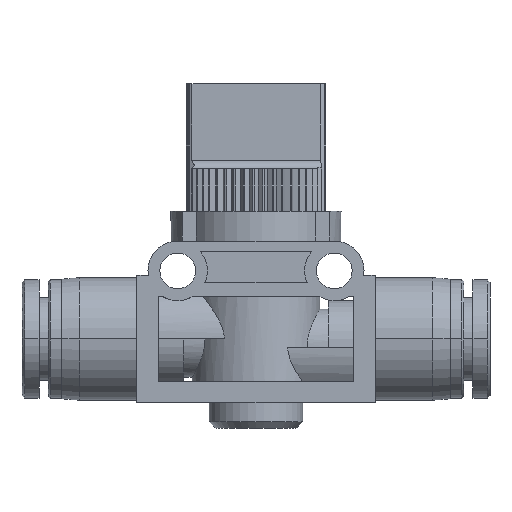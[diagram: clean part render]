
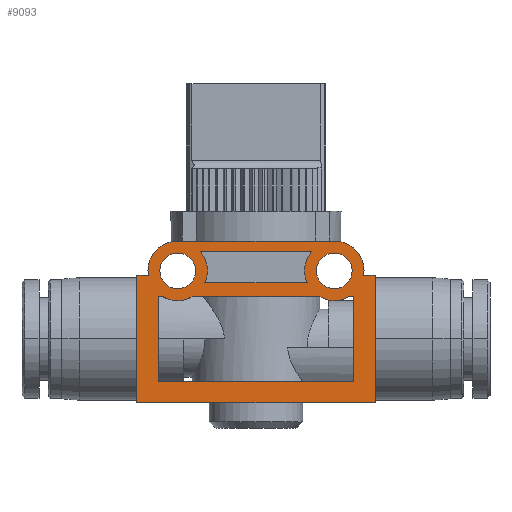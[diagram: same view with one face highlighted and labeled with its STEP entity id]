
A CAD part, front view. The second image highlights one B-rep face of the part: STEP entity #9093.
In plain terms, the highlighted face is planar.
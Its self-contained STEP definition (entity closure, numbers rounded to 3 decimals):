
#438=CARTESIAN_POINT('',(-7.1,8.8,-3.25));
#439=VERTEX_POINT('',#438);
#455=CARTESIAN_POINT('',(-11.3,8.8,-3.25));
#456=VERTEX_POINT('',#455);
#463=CARTESIAN_POINT('',(-9.2,8.8,-3.25));
#464=DIRECTION('',(0.0,-1.0,0.0));
#465=DIRECTION('',(1.0,0.0,0.0));
#466=AXIS2_PLACEMENT_3D('',#463,#464,#465);
#467=CIRCLE('',#466,2.1);
#468=EDGE_CURVE('',#439,#456,#467,.T.);
#480=CARTESIAN_POINT('',(11.3,8.8,-3.25));
#481=VERTEX_POINT('',#480);
#497=CARTESIAN_POINT('',(7.1,8.8,-3.25));
#498=VERTEX_POINT('',#497);
#505=CARTESIAN_POINT('',(9.2,8.8,-3.25));
#506=DIRECTION('',(0.0,-1.0,0.0));
#507=DIRECTION('',(1.0,0.0,0.0));
#508=AXIS2_PLACEMENT_3D('',#505,#506,#507);
#509=CIRCLE('',#508,2.1);
#510=EDGE_CURVE('',#481,#498,#509,.T.);
#6446=CARTESIAN_POINT('',(9.2,8.8,0.25));
#6447=VERTEX_POINT('',#6446);
#6454=CARTESIAN_POINT('',(-9.2,8.8,0.25));
#6455=VERTEX_POINT('',#6454);
#6456=CARTESIAN_POINT('',(9.2,8.8,0.25));
#6457=DIRECTION('',(-1.0,0.0,0.0));
#6458=VECTOR('',#6457,18.4);
#6459=LINE('',#6456,#6458);
#6460=EDGE_CURVE('',#6447,#6455,#6459,.T.);
#7361=CARTESIAN_POINT('',(6.,8.8,-4.669));
#7362=VERTEX_POINT('',#7361);
#7369=CARTESIAN_POINT('',(-6.,8.8,-4.669));
#7370=VERTEX_POINT('',#7369);
#7371=CARTESIAN_POINT('',(-6.,8.8,-4.669));
#7372=DIRECTION('',(1.0,0.0,0.0));
#7373=VECTOR('',#7372,12.001);
#7374=LINE('',#7371,#7373);
#7375=EDGE_CURVE('',#7370,#7362,#7374,.T.);
#7401=CARTESIAN_POINT('',(-6.576,8.8,-0.934));
#7402=VERTEX_POINT('',#7401);
#7403=CARTESIAN_POINT('',(-9.2,8.8,-3.25));
#7404=DIRECTION('',(0.0,1.0,0.0));
#7405=DIRECTION('',(-1.0,0.0,0.0));
#7406=AXIS2_PLACEMENT_3D('',#7403,#7404,#7405);
#7407=CIRCLE('',#7406,3.5);
#7408=EDGE_CURVE('',#7402,#7370,#7407,.T.);
#7433=CARTESIAN_POINT('',(6.576,8.8,-0.934));
#7434=VERTEX_POINT('',#7433);
#7435=CARTESIAN_POINT('',(6.576,8.8,-0.934));
#7436=DIRECTION('',(-1.0,0.0,0.0));
#7437=VECTOR('',#7436,13.152);
#7438=LINE('',#7435,#7437);
#7439=EDGE_CURVE('',#7434,#7402,#7438,.T.);
#7463=CARTESIAN_POINT('',(9.2,8.8,-3.25));
#7464=DIRECTION('',(0.0,1.0,0.0));
#7465=DIRECTION('',(-1.0,0.0,0.0));
#7466=AXIS2_PLACEMENT_3D('',#7463,#7464,#7465);
#7467=CIRCLE('',#7466,3.5);
#7468=EDGE_CURVE('',#7362,#7434,#7467,.T.);
#7632=CARTESIAN_POINT('',(9.2,8.8,-3.25));
#7633=DIRECTION('',(0.0,-1.0,0.0));
#7634=DIRECTION('',(1.0,0.0,0.0));
#7635=AXIS2_PLACEMENT_3D('',#7632,#7633,#7634);
#7636=CIRCLE('',#7635,2.1);
#7637=EDGE_CURVE('',#498,#481,#7636,.T.);
#7656=CARTESIAN_POINT('',(-9.2,8.8,-3.25));
#7657=DIRECTION('',(0.0,-1.0,0.0));
#7658=DIRECTION('',(1.0,0.0,0.0));
#7659=AXIS2_PLACEMENT_3D('',#7656,#7657,#7658);
#7660=CIRCLE('',#7659,2.1);
#7661=EDGE_CURVE('',#456,#439,#7660,.T.);
#7691=CARTESIAN_POINT('',(12.664,8.8,-3.75));
#7692=VERTEX_POINT('',#7691);
#7699=CARTESIAN_POINT('',(9.2,8.8,-3.25));
#7700=DIRECTION('',(0.0,-1.0,0.0));
#7701=DIRECTION('',(1.0,0.0,0.0));
#7702=AXIS2_PLACEMENT_3D('',#7699,#7700,#7701);
#7703=CIRCLE('',#7702,3.5);
#7704=EDGE_CURVE('',#7692,#6447,#7703,.T.);
#7903=CARTESIAN_POINT('',(7.397,8.8,-6.25));
#7904=VERTEX_POINT('',#7903);
#7913=CARTESIAN_POINT('',(11.003,8.8,-6.25));
#7914=VERTEX_POINT('',#7913);
#7915=CARTESIAN_POINT('',(9.2,8.8,-3.25));
#7916=DIRECTION('',(0.0,-1.0,0.0));
#7917=DIRECTION('',(1.0,0.0,0.0));
#7918=AXIS2_PLACEMENT_3D('',#7915,#7916,#7917);
#7919=CIRCLE('',#7918,3.5);
#7920=EDGE_CURVE('',#7904,#7914,#7919,.T.);
#8021=CARTESIAN_POINT('',(11.5,8.8,-6.25));
#8022=VERTEX_POINT('',#8021);
#8023=CARTESIAN_POINT('',(11.5,8.8,-6.25));
#8024=DIRECTION('',(-1.0,0.0,0.0));
#8025=VECTOR('',#8024,0.497);
#8026=LINE('',#8023,#8025);
#8027=EDGE_CURVE('',#8022,#7914,#8026,.T.);
#8046=CARTESIAN_POINT('',(14.,8.8,-3.75));
#8047=VERTEX_POINT('',#8046);
#8054=CARTESIAN_POINT('',(14.,8.8,-3.75));
#8055=DIRECTION('',(-1.0,0.0,0.0));
#8056=VECTOR('',#8055,1.336);
#8057=LINE('',#8054,#8056);
#8058=EDGE_CURVE('',#8047,#7692,#8057,.T.);
#8095=CARTESIAN_POINT('',(-12.664,8.8,-3.75));
#8096=VERTEX_POINT('',#8095);
#8097=CARTESIAN_POINT('',(-9.2,8.8,-3.25));
#8098=DIRECTION('',(0.0,-1.0,0.0));
#8099=DIRECTION('',(1.0,0.0,0.0));
#8100=AXIS2_PLACEMENT_3D('',#8097,#8098,#8099);
#8101=CIRCLE('',#8100,3.5);
#8102=EDGE_CURVE('',#6455,#8096,#8101,.T.);
#8119=CARTESIAN_POINT('',(-11.003,8.8,-6.25));
#8120=VERTEX_POINT('',#8119);
#8127=CARTESIAN_POINT('',(-7.397,8.8,-6.25));
#8128=VERTEX_POINT('',#8127);
#8129=CARTESIAN_POINT('',(-9.2,8.8,-3.25));
#8130=DIRECTION('',(0.0,-1.0,0.0));
#8131=DIRECTION('',(1.0,0.0,0.0));
#8132=AXIS2_PLACEMENT_3D('',#8129,#8130,#8131);
#8133=CIRCLE('',#8132,3.5);
#8134=EDGE_CURVE('',#8120,#8128,#8133,.T.);
#8274=CARTESIAN_POINT('',(7.397,8.8,-6.25));
#8275=DIRECTION('',(-1.0,0.0,0.0));
#8276=VECTOR('',#8275,14.794);
#8277=LINE('',#8274,#8276);
#8278=EDGE_CURVE('',#7904,#8128,#8277,.T.);
#8290=CARTESIAN_POINT('',(-11.5,8.8,-6.25));
#8291=VERTEX_POINT('',#8290);
#8298=CARTESIAN_POINT('',(-11.003,8.8,-6.25));
#8299=DIRECTION('',(-1.0,0.0,0.0));
#8300=VECTOR('',#8299,0.497);
#8301=LINE('',#8298,#8300);
#8302=EDGE_CURVE('',#8120,#8291,#8301,.T.);
#8612=CARTESIAN_POINT('',(-11.5,8.8,-16.25));
#8613=VERTEX_POINT('',#8612);
#8620=CARTESIAN_POINT('',(-11.5,8.8,-6.25));
#8621=DIRECTION('',(0.0,0.0,-1.0));
#8622=VECTOR('',#8621,10.);
#8623=LINE('',#8620,#8622);
#8624=EDGE_CURVE('',#8291,#8613,#8623,.T.);
#8890=CARTESIAN_POINT('',(11.5,8.8,-16.25));
#8891=VERTEX_POINT('',#8890);
#8898=CARTESIAN_POINT('',(-11.5,8.8,-16.25));
#8899=DIRECTION('',(1.0,0.0,0.0));
#8900=VECTOR('',#8899,23.);
#8901=LINE('',#8898,#8900);
#8902=EDGE_CURVE('',#8613,#8891,#8901,.T.);
#8941=CARTESIAN_POINT('',(11.5,8.8,-16.25));
#8942=DIRECTION('',(0.0,0.0,1.0));
#8943=VECTOR('',#8942,10.);
#8944=LINE('',#8941,#8943);
#8945=EDGE_CURVE('',#8891,#8022,#8944,.T.);
#8958=CARTESIAN_POINT('',(-14.,8.8,-18.75));
#8959=VERTEX_POINT('',#8958);
#8960=CARTESIAN_POINT('',(14.,8.8,-18.75));
#8961=VERTEX_POINT('',#8960);
#8962=CARTESIAN_POINT('',(-14.,8.8,-18.75));
#8963=DIRECTION('',(1.0,0.0,0.0));
#8964=VECTOR('',#8963,28.0);
#8965=LINE('',#8962,#8964);
#8966=EDGE_CURVE('',#8959,#8961,#8965,.T.);
#8993=CARTESIAN_POINT('',(14.,8.8,-18.75));
#8994=DIRECTION('',(0.0,0.0,1.0));
#8995=VECTOR('',#8994,15.);
#8996=LINE('',#8993,#8995);
#8997=EDGE_CURVE('',#8961,#8047,#8996,.T.);
#9015=CARTESIAN_POINT('',(-14.,8.8,-3.75));
#9016=VERTEX_POINT('',#9015);
#9017=CARTESIAN_POINT('',(-12.664,8.8,-3.75));
#9018=DIRECTION('',(-1.0,0.0,0.0));
#9019=VECTOR('',#9018,1.336);
#9020=LINE('',#9017,#9019);
#9021=EDGE_CURVE('',#8096,#9016,#9020,.T.);
#9038=CARTESIAN_POINT('',(-14.,8.8,-3.75));
#9039=DIRECTION('',(0.0,0.0,-1.0));
#9040=VECTOR('',#9039,15.);
#9041=LINE('',#9038,#9040);
#9042=EDGE_CURVE('',#9016,#8959,#9041,.T.);
#9054=CARTESIAN_POINT('',(-14.,8.8,-18.75));
#9055=DIRECTION('',(0.0,1.0,0.0));
#9056=DIRECTION('',(0.0,0.0,1.0));
#9057=AXIS2_PLACEMENT_3D('',#9054,#9055,#9056);
#9058=PLANE('',#9057);
#9059=ORIENTED_EDGE('',*,*,#7704,.F.);
#9060=ORIENTED_EDGE('',*,*,#8058,.F.);
#9061=ORIENTED_EDGE('',*,*,#8997,.F.);
#9062=ORIENTED_EDGE('',*,*,#8966,.F.);
#9063=ORIENTED_EDGE('',*,*,#9042,.F.);
#9064=ORIENTED_EDGE('',*,*,#9021,.F.);
#9065=ORIENTED_EDGE('',*,*,#8102,.F.);
#9066=ORIENTED_EDGE('',*,*,#6460,.F.);
#9067=EDGE_LOOP('',(#9059,#9060,#9061,#9062,#9063,#9064,#9065,#9066));
#9068=FACE_OUTER_BOUND('',#9067,.T.);
#9069=ORIENTED_EDGE('',*,*,#7375,.T.);
#9070=ORIENTED_EDGE('',*,*,#7468,.T.);
#9071=ORIENTED_EDGE('',*,*,#7439,.T.);
#9072=ORIENTED_EDGE('',*,*,#7408,.T.);
#9073=EDGE_LOOP('',(#9069,#9070,#9071,#9072));
#9074=FACE_BOUND('',#9073,.T.);
#9075=ORIENTED_EDGE('',*,*,#510,.T.);
#9076=ORIENTED_EDGE('',*,*,#7637,.T.);
#9077=EDGE_LOOP('',(#9075,#9076));
#9078=FACE_BOUND('',#9077,.T.);
#9079=ORIENTED_EDGE('',*,*,#468,.T.);
#9080=ORIENTED_EDGE('',*,*,#7661,.T.);
#9081=EDGE_LOOP('',(#9079,#9080));
#9082=FACE_BOUND('',#9081,.T.);
#9083=ORIENTED_EDGE('',*,*,#8278,.T.);
#9084=ORIENTED_EDGE('',*,*,#8134,.F.);
#9085=ORIENTED_EDGE('',*,*,#8302,.T.);
#9086=ORIENTED_EDGE('',*,*,#8624,.T.);
#9087=ORIENTED_EDGE('',*,*,#8902,.T.);
#9088=ORIENTED_EDGE('',*,*,#8945,.T.);
#9089=ORIENTED_EDGE('',*,*,#8027,.T.);
#9090=ORIENTED_EDGE('',*,*,#7920,.F.);
#9091=EDGE_LOOP('',(#9083,#9084,#9085,#9086,#9087,#9088,#9089,#9090));
#9092=FACE_BOUND('',#9091,.T.);
#9093=ADVANCED_FACE('',(#9068,#9074,#9078,#9082,#9092),#9058,.T.);
